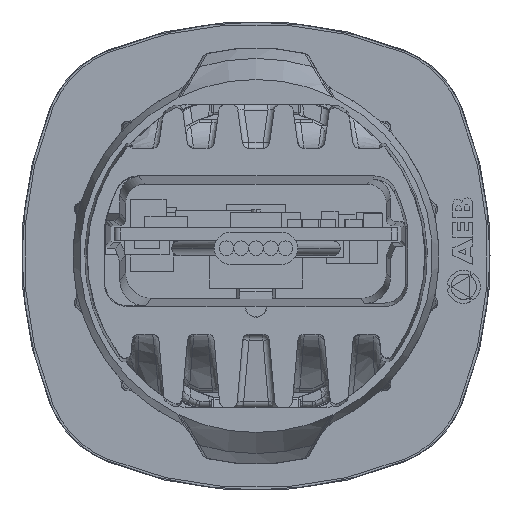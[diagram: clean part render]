
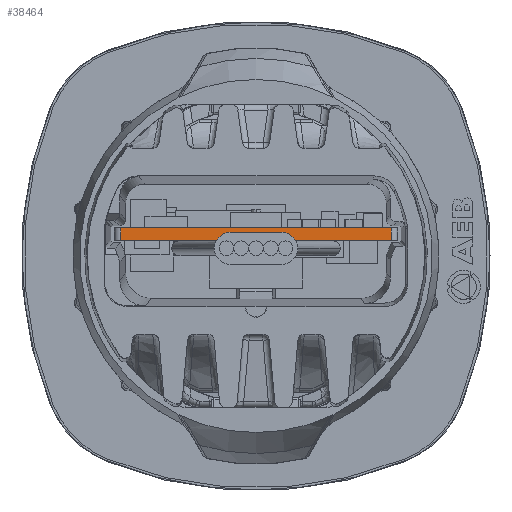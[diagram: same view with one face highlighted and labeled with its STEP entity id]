
A CAD part, front view. The second image highlights one B-rep face of the part: STEP entity #38464.
In plain terms, the highlighted planar face has unit normal (0, -1, 0).
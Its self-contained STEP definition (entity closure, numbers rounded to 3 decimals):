
#31=DIRECTION('',(1.,0.,0.));
#32=VECTOR('',#31,21.1);
#33=CARTESIAN_POINT('',(-10.55,-27.,2.2));
#34=LINE('',#33,#32);
#786=DIRECTION('',(1.,0.,0.));
#787=VECTOR('',#786,21.1);
#788=CARTESIAN_POINT('',(-10.55,-27.,1.2));
#789=LINE('',#788,#787);
#1290=DIRECTION('',(0.,0.,-1.));
#1291=VECTOR('',#1290,1.);
#1292=CARTESIAN_POINT('',(-10.55,-27.,2.2));
#1293=LINE('',#1292,#1291);
#1294=DIRECTION('',(0.,0.,-1.));
#1295=VECTOR('',#1294,1.);
#1296=CARTESIAN_POINT('',(10.55,-27.,2.2));
#1297=LINE('',#1296,#1295);
#35202=CARTESIAN_POINT('',(-10.55,-27.,1.2));
#35204=VERTEX_POINT('',#35202);
#35208=CARTESIAN_POINT('',(-10.55,-27.,2.2));
#35209=VERTEX_POINT('',#35208);
#35211=CARTESIAN_POINT('',(10.55,-27.,1.2));
#35213=VERTEX_POINT('',#35211);
#35214=CARTESIAN_POINT('',(10.55,-27.,2.2));
#35215=VERTEX_POINT('',#35214);
#38452=CARTESIAN_POINT('',(-11.05,-27.,1.2));
#38453=DIRECTION('',(0.,-1.,0.));
#38454=DIRECTION('',(1.,0.,0.));
#38455=AXIS2_PLACEMENT_3D('',#38452,#38453,#38454);
#38456=PLANE('',#38455);
#38457=ORIENTED_EDGE('',*,*,#38440,.F.);
#38458=ORIENTED_EDGE('',*,*,#37576,.T.);
#38460=ORIENTED_EDGE('',*,*,#38459,.T.);
#38461=ORIENTED_EDGE('',*,*,#38079,.F.);
#38462=EDGE_LOOP('',(#38457,#38458,#38460,#38461));
#38463=FACE_OUTER_BOUND('',#38462,.F.);
#37576=EDGE_CURVE('',#35209,#35215,#34,.T.);
#38079=EDGE_CURVE('',#35204,#35213,#789,.T.);
#38440=EDGE_CURVE('',#35209,#35204,#1293,.T.);
#38459=EDGE_CURVE('',#35215,#35213,#1297,.T.);
#38464=ADVANCED_FACE('',(#38463),#38456,.T.);
